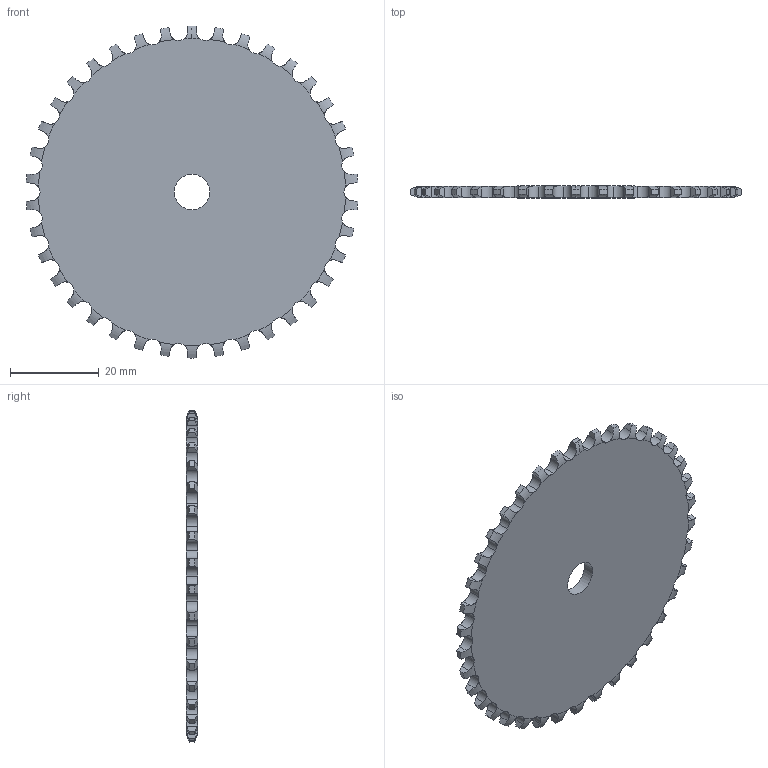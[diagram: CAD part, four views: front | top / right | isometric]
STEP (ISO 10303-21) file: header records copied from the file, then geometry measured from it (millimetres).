
FILE_DESCRIPTION(('FreeCAD Model'),'2;1');
FILE_NAME('Open CASCADE Shape Model','2022-01-09T08:42:43',('FreeCAD'),( 'FreeCAD'),'Open CASCADE STEP processor 7.4','FreeCAD','Unknown');
FILE_SCHEMA(('AUTOMOTIVE_DESIGN { 1 0 10303 214 1 1 1 1 }'));
Length unit declared in the file: millimetre
Products named in the file (1): Open CASCADE STEP translator 7.4 31
Bounding box: 74.88 x 2.6 x 75 mm (x, y, z)
Volume: 10167.5 mm3; surface area: 8809.2 mm2
Topology: 1 solids, 1 shells, 347 faces, 1035 edges, 690 vertices
Faces by surface type: cylinder 191, plane 78, revolution 78
Full cylindrical faces by diameter (mm): 8 x1
Entity records: 35885 total; most frequent: CARTESIAN_POINT 16779, DIRECTION 3162, ORIENTED_EDGE 2070, PCURVE 2070, DEFINITIONAL_REPRESENTATION 2070, LINE 1649, VECTOR 1649, EDGE_CURVE 1035
